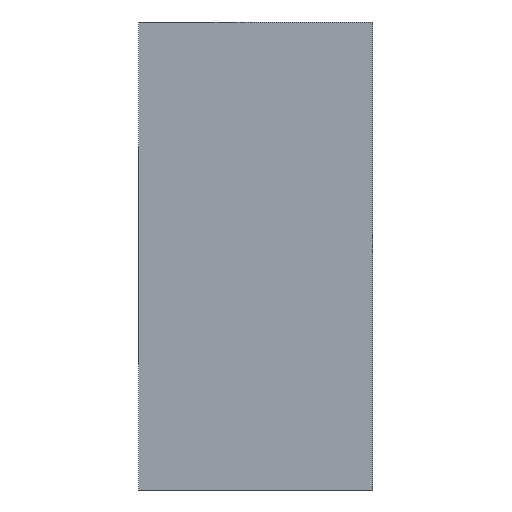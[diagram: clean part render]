
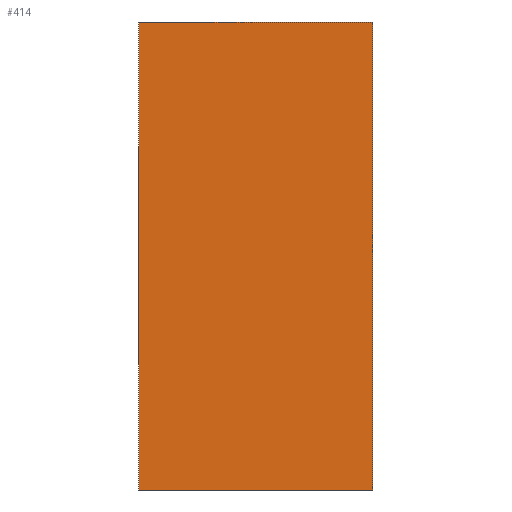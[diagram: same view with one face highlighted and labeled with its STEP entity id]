
A CAD part, left-side view. The second image highlights one B-rep face of the part: STEP entity #414.
In plain terms, the highlighted planar face has unit normal (-1, 0, 0).
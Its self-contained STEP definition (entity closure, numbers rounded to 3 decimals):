
#46=FACE_OUTER_BOUND('',#70,.T.);
#70=EDGE_LOOP('',(#349,#350,#351,#352));
#116=LINE('',#653,#166);
#124=LINE('',#668,#174);
#125=LINE('',#670,#175);
#126=LINE('',#671,#176);
#166=VECTOR('',#540,10.);
#174=VECTOR('',#552,10.);
#175=VECTOR('',#555,10.);
#176=VECTOR('',#556,10.);
#206=VERTEX_POINT('',#650);
#207=VERTEX_POINT('',#652);
#211=VERTEX_POINT('',#664);
#212=VERTEX_POINT('',#666);
#256=EDGE_CURVE('',#206,#207,#116,.T.);
#264=EDGE_CURVE('',#211,#212,#124,.T.);
#265=EDGE_CURVE('',#206,#211,#125,.T.);
#266=EDGE_CURVE('',#207,#212,#126,.T.);
#349=ORIENTED_EDGE('',*,*,#265,.T.);
#350=ORIENTED_EDGE('',*,*,#264,.T.);
#351=ORIENTED_EDGE('',*,*,#266,.F.);
#352=ORIENTED_EDGE('',*,*,#256,.F.);
#392=PLANE('',#454);
#414=ADVANCED_FACE('',(#46),#392,.T.);
#454=AXIS2_PLACEMENT_3D('',#669,#553,#554);
#540=DIRECTION('',(0.,1.,0.));
#552=DIRECTION('',(0.,1.,0.));
#553=DIRECTION('center_axis',(-1.,0.,0.));
#554=DIRECTION('ref_axis',(0.,0.,1.));
#555=DIRECTION('',(0.,0.,1.));
#556=DIRECTION('',(0.,0.,1.));
#650=CARTESIAN_POINT('',(0.,0.,-20.));
#652=CARTESIAN_POINT('',(0.,10.,-20.));
#653=CARTESIAN_POINT('',(0.,0.,-20.));
#664=CARTESIAN_POINT('',(0.,0.,0.));
#666=CARTESIAN_POINT('',(0.,10.,0.));
#668=CARTESIAN_POINT('',(0.,0.,0.));
#669=CARTESIAN_POINT('Origin',(0.,0.,-20.));
#670=CARTESIAN_POINT('',(0.,0.,-20.));
#671=CARTESIAN_POINT('',(0.,10.,-20.));
